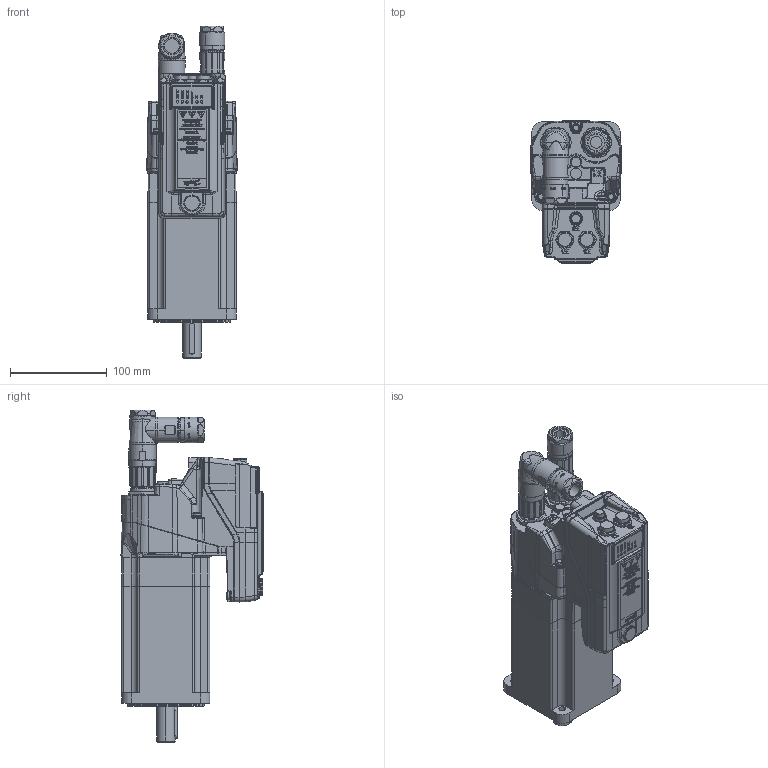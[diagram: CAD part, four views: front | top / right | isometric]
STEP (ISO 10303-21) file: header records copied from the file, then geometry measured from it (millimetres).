
FILE_DESCRIPTION((''),'2;1');
FILE_NAME('ISD520_B56_I5U_SF_LIGHT_ASM','2023-09-28T17:02:54',('U381500'),('Danfoss Drives'),'CREO PARAMETRIC BY PTC INC, 2022124','CREO PARAMETRIC BY PTC INC, 2022124','');
FILE_SCHEMA(('CONFIG_CONTROL_DESIGN','GEOMETRIC_VALIDATION_PROPERTIES_MIM'));
Products named in the file (7): ISD520_B56_DRIVE_E1; 175G0336; 175G0337; HUMMEL_755660000S; HUMMEL_7576600000; B56I5U_SF_AFLANGE_STATOR; ISD520_B56_I5U_SF_LIGHT_ASM
Assembly tree (6 placements, depth 2):
  ISD520_B56_I5U_SF_LIGHT_ASM
    ISD520_B56_DRIVE_E1
    175G0336
    175G0337
    HUMMEL_755660000S
    HUMMEL_7576600000
    B56I5U_SF_AFLANGE_STATOR
Bounding box: 93.88 x 147.51 x 343.62 mm (x, y, z)
Volume: 375964.9 mm3; surface area: 286049.5 mm2
Topology: 5 solids, 286 shells, 2969 faces, 10085 edges, 7425 vertices
Faces by surface type: plane 1222, cylinder 721, bspline 491, cone 250, torus 194, extrusion 68, sphere 23
Entity records: 192035 total; most frequent: CARTESIAN_POINT 90936, ORIENTED_EDGE 16554, DIRECTION 14143, EDGE_CURVE 10062, VERTEX_POINT 7425, AXIS2_PLACEMENT_3D 4886, PRESENTATION_STYLE_ASSIGNMENT 4873, STYLED_ITEM 4777
